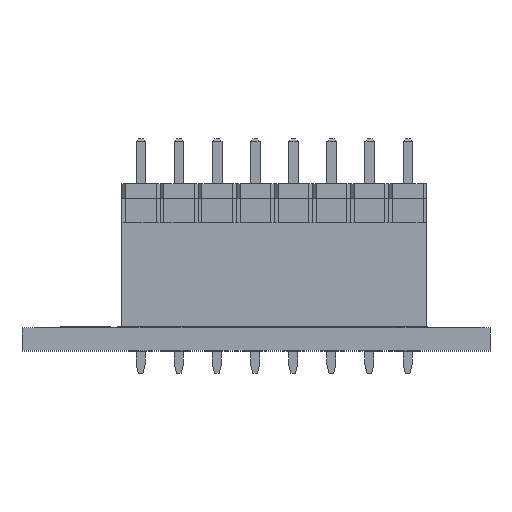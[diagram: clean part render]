
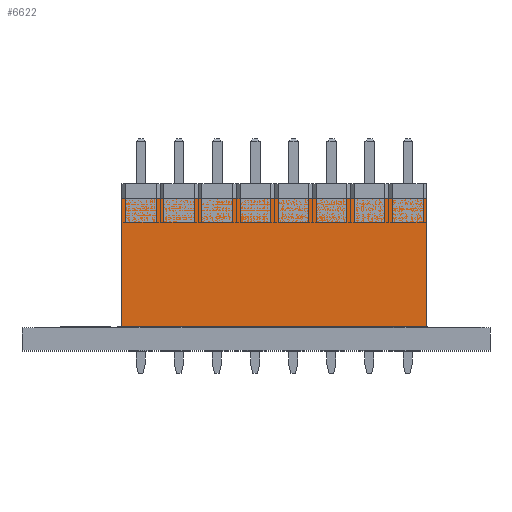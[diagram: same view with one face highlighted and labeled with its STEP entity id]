
A CAD part, front view. The second image highlights one B-rep face of the part: STEP entity #6622.
In plain terms, the highlighted face is planar.
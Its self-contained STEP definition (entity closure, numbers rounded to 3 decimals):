
#5599 = VERTEX_POINT('',#5600);
#5600 = CARTESIAN_POINT('',(-1.27,-19.05,0.));
#5608 = EDGE_CURVE('',#5599,#5609,#5611,.T.);
#5609 = VERTEX_POINT('',#5610);
#5610 = CARTESIAN_POINT('',(-1.27,-19.05,8.5));
#5611 = LINE('',#5612,#5613);
#5612 = CARTESIAN_POINT('',(-1.27,-19.05,0.));
#5613 = VECTOR('',#5614,1.);
#5614 = DIRECTION('',(0.,0.,1.));
#5671 = VERTEX_POINT('',#5672);
#5672 = CARTESIAN_POINT('',(-1.27,1.27,8.5));
#5678 = EDGE_CURVE('',#5679,#5671,#5681,.T.);
#5679 = VERTEX_POINT('',#5680);
#5680 = CARTESIAN_POINT('',(-1.27,1.27,0.));
#5681 = LINE('',#5682,#5683);
#5682 = CARTESIAN_POINT('',(-1.27,1.27,0.));
#5683 = VECTOR('',#5684,1.);
#5684 = DIRECTION('',(0.,0.,1.));
#5743 = EDGE_CURVE('',#5671,#5609,#5744,.T.);
#5744 = LINE('',#5745,#5746);
#5745 = CARTESIAN_POINT('',(-1.27,1.27,8.5));
#5746 = VECTOR('',#5747,1.);
#5747 = DIRECTION('',(0.,-1.,0.));
#6038 = EDGE_CURVE('',#5679,#5599,#6039,.T.);
#6039 = LINE('',#6040,#6041);
#6040 = CARTESIAN_POINT('',(-1.27,1.27,0.));
#6041 = VECTOR('',#6042,1.);
#6042 = DIRECTION('',(0.,-1.,0.));
#6622 = ADVANCED_FACE('',(#6623),#6629,.F.);
#6623 = FACE_BOUND('',#6624,.F.);
#6624 = EDGE_LOOP('',(#6625,#6626,#6627,#6628));
#6625 = ORIENTED_EDGE('',*,*,#5678,.T.);
#6626 = ORIENTED_EDGE('',*,*,#5743,.T.);
#6627 = ORIENTED_EDGE('',*,*,#5608,.F.);
#6628 = ORIENTED_EDGE('',*,*,#6038,.F.);
#6629 = PLANE('',#6630);
#6630 = AXIS2_PLACEMENT_3D('',#6631,#6632,#6633);
#6631 = CARTESIAN_POINT('',(-1.27,1.27,0.));
#6632 = DIRECTION('',(1.,0.,0.));
#6633 = DIRECTION('',(0.,-1.,0.));
